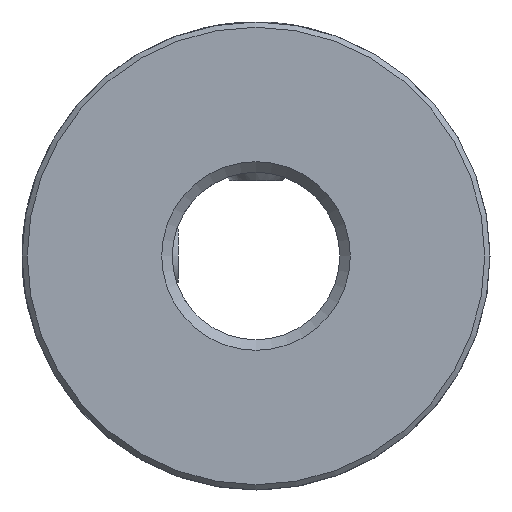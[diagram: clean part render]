
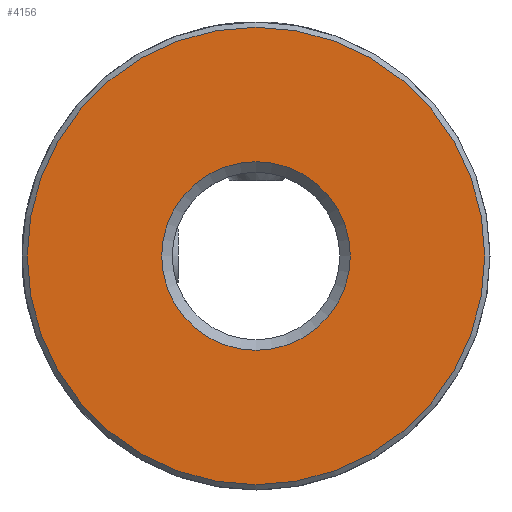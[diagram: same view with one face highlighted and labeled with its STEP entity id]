
A CAD part, left-side view. The second image highlights one B-rep face of the part: STEP entity #4156.
In plain terms, the highlighted planar face has unit normal (-1, 0, 0).
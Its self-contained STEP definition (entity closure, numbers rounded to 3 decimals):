
#2843 = CONICAL_SURFACE('',#2844,4.,0.785);
#2844 = AXIS2_PLACEMENT_3D('',#2845,#2846,#2847);
#2845 = CARTESIAN_POINT('',(-6.25,0.,0.));
#2846 = DIRECTION('',(-1.,-0.,-0.));
#2847 = DIRECTION('',(0.,0.,1.));
#3719 = VERTEX_POINT('',#3720);
#3720 = CARTESIAN_POINT('',(-6.75,0.,4.5));
#3741 = EDGE_CURVE('',#3719,#3719,#3742,.T.);
#3742 = SURFACE_CURVE('',#3743,(#3748,#3755),.PCURVE_S1.);
#3743 = CIRCLE('',#3744,4.5);
#3744 = AXIS2_PLACEMENT_3D('',#3745,#3746,#3747);
#3745 = CARTESIAN_POINT('',(-6.75,0.,0.));
#3746 = DIRECTION('',(1.,0.,0.));
#3747 = DIRECTION('',(0.,0.,1.));
#3748 = PCURVE('',#2843,#3749);
#3749 = DEFINITIONAL_REPRESENTATION('',(#3750),#3754);
#3750 = LINE('',#3751,#3752);
#3751 = CARTESIAN_POINT('',(0.,0.5));
#3752 = VECTOR('',#3753,1.);
#3753 = DIRECTION('',(-1.,-0.));
#3754 = ( GEOMETRIC_REPRESENTATION_CONTEXT(2) 
PARAMETRIC_REPRESENTATION_CONTEXT() REPRESENTATION_CONTEXT('2D SPACE',''
  ) );
#3755 = PCURVE('',#3756,#3761);
#3756 = PLANE('',#3757);
#3757 = AXIS2_PLACEMENT_3D('',#3758,#3759,#3760);
#3758 = CARTESIAN_POINT('',(-6.75,0.,0.));
#3759 = DIRECTION('',(1.,0.,0.));
#3760 = DIRECTION('',(0.,0.,1.));
#3761 = DEFINITIONAL_REPRESENTATION('',(#3762),#3766);
#3762 = CIRCLE('',#3763,4.5);
#3763 = AXIS2_PLACEMENT_2D('',#3764,#3765);
#3764 = CARTESIAN_POINT('',(0.,0.));
#3765 = DIRECTION('',(1.,0.));
#3766 = ( GEOMETRIC_REPRESENTATION_CONTEXT(2) 
PARAMETRIC_REPRESENTATION_CONTEXT() REPRESENTATION_CONTEXT('2D SPACE',''
  ) );
#4156 = ADVANCED_FACE('',(#4157,#4188),#3756,.F.);
#4157 = FACE_BOUND('',#4158,.F.);
#4158 = EDGE_LOOP('',(#4159));
#4159 = ORIENTED_EDGE('',*,*,#4160,.T.);
#4160 = EDGE_CURVE('',#4161,#4161,#4163,.T.);
#4161 = VERTEX_POINT('',#4162);
#4162 = CARTESIAN_POINT('',(-6.75,0.,10.92));
#4163 = SURFACE_CURVE('',#4164,(#4169,#4176),.PCURVE_S1.);
#4164 = CIRCLE('',#4165,10.92);
#4165 = AXIS2_PLACEMENT_3D('',#4166,#4167,#4168);
#4166 = CARTESIAN_POINT('',(-6.75,0.,0.));
#4167 = DIRECTION('',(1.,0.,0.));
#4168 = DIRECTION('',(0.,0.,1.));
#4169 = PCURVE('',#3756,#4170);
#4170 = DEFINITIONAL_REPRESENTATION('',(#4171),#4175);
#4171 = CIRCLE('',#4172,10.92);
#4172 = AXIS2_PLACEMENT_2D('',#4173,#4174);
#4173 = CARTESIAN_POINT('',(0.,0.));
#4174 = DIRECTION('',(1.,0.));
#4175 = ( GEOMETRIC_REPRESENTATION_CONTEXT(2) 
PARAMETRIC_REPRESENTATION_CONTEXT() REPRESENTATION_CONTEXT('2D SPACE',''
  ) );
#4176 = PCURVE('',#4177,#4182);
#4177 = CONICAL_SURFACE('',#4178,11.17,0.785);
#4178 = AXIS2_PLACEMENT_3D('',#4179,#4180,#4181);
#4179 = CARTESIAN_POINT('',(-6.5,0.,0.));
#4180 = DIRECTION('',(1.,0.,0.));
#4181 = DIRECTION('',(0.,0.,1.));
#4182 = DEFINITIONAL_REPRESENTATION('',(#4183),#4187);
#4183 = LINE('',#4184,#4185);
#4184 = CARTESIAN_POINT('',(0.,-0.25));
#4185 = VECTOR('',#4186,1.);
#4186 = DIRECTION('',(1.,0.));
#4187 = ( GEOMETRIC_REPRESENTATION_CONTEXT(2) 
PARAMETRIC_REPRESENTATION_CONTEXT() REPRESENTATION_CONTEXT('2D SPACE',''
  ) );
#4188 = FACE_BOUND('',#4189,.F.);
#4189 = EDGE_LOOP('',(#4190));
#4190 = ORIENTED_EDGE('',*,*,#3741,.F.);
